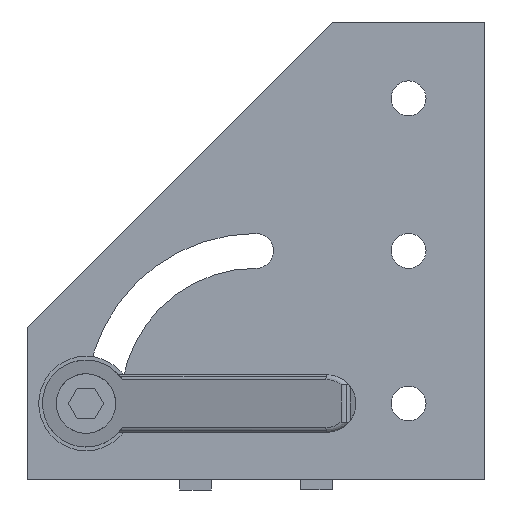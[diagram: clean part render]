
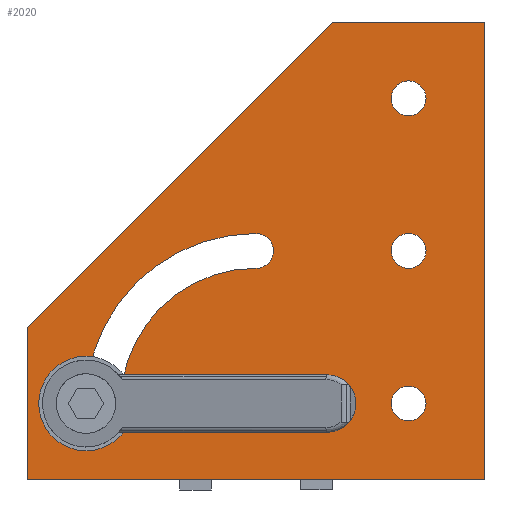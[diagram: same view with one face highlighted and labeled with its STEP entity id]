
A CAD part, left-side view. The second image highlights one B-rep face of the part: STEP entity #2020.
In plain terms, the highlighted planar face has unit normal (-1, 0, 0).
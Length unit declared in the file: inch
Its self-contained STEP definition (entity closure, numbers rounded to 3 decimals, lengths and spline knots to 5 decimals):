
#1259=CARTESIAN_POINT('',(-0.999,-1.5,3.579));
#1260=VERTEX_POINT('',#1259);
#1276=CARTESIAN_POINT('',(-0.999,-1.5,3.921));
#1277=VERTEX_POINT('',#1276);
#1284=CARTESIAN_POINT('',(-0.999,-1.5,3.75));
#1285=DIRECTION('',(1.0,0.0,0.0));
#1286=DIRECTION('',(0.0,0.0,-1.0));
#1287=AXIS2_PLACEMENT_3D('',#1284,#1285,#1286);
#1288=CIRCLE('',#1287,0.171);
#1289=EDGE_CURVE('',#1260,#1277,#1288,.T.);
#1301=CARTESIAN_POINT('',(-0.999,-1.5,2.079));
#1302=VERTEX_POINT('',#1301);
#1318=CARTESIAN_POINT('',(-0.999,-1.5,2.421));
#1319=VERTEX_POINT('',#1318);
#1326=CARTESIAN_POINT('',(-0.999,-1.5,2.25));
#1327=DIRECTION('',(1.0,0.0,0.0));
#1328=DIRECTION('',(0.0,0.0,-1.0));
#1329=AXIS2_PLACEMENT_3D('',#1326,#1327,#1328);
#1330=CIRCLE('',#1329,0.171);
#1331=EDGE_CURVE('',#1302,#1319,#1330,.T.);
#1343=CARTESIAN_POINT('',(-0.999,-1.5,0.579));
#1344=VERTEX_POINT('',#1343);
#1360=CARTESIAN_POINT('',(-0.999,-1.5,0.921));
#1361=VERTEX_POINT('',#1360);
#1368=CARTESIAN_POINT('',(-0.999,-1.5,0.75));
#1369=DIRECTION('',(1.0,0.0,0.0));
#1370=DIRECTION('',(0.0,0.0,-1.0));
#1371=AXIS2_PLACEMENT_3D('',#1368,#1369,#1370);
#1372=CIRCLE('',#1371,0.171);
#1373=EDGE_CURVE('',#1344,#1361,#1372,.T.);
#1385=CARTESIAN_POINT('',(-0.999,1.5,0.579));
#1386=VERTEX_POINT('',#1385);
#1402=CARTESIAN_POINT('',(-0.999,1.671,0.75));
#1403=VERTEX_POINT('',#1402);
#1410=CARTESIAN_POINT('',(-0.999,1.5,0.75));
#1411=DIRECTION('',(1.0,0.0,0.0));
#1412=DIRECTION('',(0.0,0.0,-1.0));
#1413=AXIS2_PLACEMENT_3D('',#1410,#1411,#1412);
#1414=CIRCLE('',#1413,0.171);
#1415=EDGE_CURVE('',#1386,#1403,#1414,.T.);
#1427=CARTESIAN_POINT('',(-0.999,1.18158,1.93158));
#1428=VERTEX_POINT('',#1427);
#1444=CARTESIAN_POINT('',(-0.999,0.,2.421));
#1445=VERTEX_POINT('',#1444);
#1452=CARTESIAN_POINT('',(-0.999,0.,0.75));
#1453=DIRECTION('',(1.0,0.,0.));
#1454=DIRECTION('',(0.,0.707,0.707));
#1455=AXIS2_PLACEMENT_3D('',#1452,#1453,#1454);
#1456=CIRCLE('',#1455,1.671);
#1457=EDGE_CURVE('',#1428,#1445,#1456,.T.);
#1469=CARTESIAN_POINT('',(-0.999,-0.171,2.25));
#1470=VERTEX_POINT('',#1469);
#1486=CARTESIAN_POINT('',(-0.999,0.,2.079));
#1487=VERTEX_POINT('',#1486);
#1494=CARTESIAN_POINT('',(-0.999,0.,2.25));
#1495=DIRECTION('',(1.0,0.0,0.0));
#1496=DIRECTION('',(0.0,-1.0,0.0));
#1497=AXIS2_PLACEMENT_3D('',#1494,#1495,#1496);
#1498=CIRCLE('',#1497,0.171);
#1499=EDGE_CURVE('',#1470,#1487,#1498,.T.);
#1511=CARTESIAN_POINT('',(-0.999,0.93974,1.68974));
#1512=VERTEX_POINT('',#1511);
#1528=CARTESIAN_POINT('',(-0.999,1.329,0.75));
#1529=VERTEX_POINT('',#1528);
#1536=CARTESIAN_POINT('',(-0.999,0.,0.75));
#1537=DIRECTION('',(-1.0,0.,0.));
#1538=DIRECTION('',(0.,0.707,0.707));
#1539=AXIS2_PLACEMENT_3D('',#1536,#1537,#1538);
#1540=CIRCLE('',#1539,1.329);
#1541=EDGE_CURVE('',#1512,#1529,#1540,.T.);
#1553=CARTESIAN_POINT('',(-0.999,0.,0.5));
#1554=VERTEX_POINT('',#1553);
#1570=CARTESIAN_POINT('',(-0.999,0.,1.0));
#1571=VERTEX_POINT('',#1570);
#1578=CARTESIAN_POINT('',(-0.999,0.,0.75));
#1579=DIRECTION('',(1.0,0.0,0.0));
#1580=DIRECTION('',(0.0,0.0,-1.0));
#1581=AXIS2_PLACEMENT_3D('',#1578,#1579,#1580);
#1582=CIRCLE('',#1581,0.25);
#1583=EDGE_CURVE('',#1554,#1571,#1582,.T.);
#1594=CARTESIAN_POINT('',(-0.999,0.,0.75));
#1595=DIRECTION('',(1.0,0.0,0.0));
#1596=DIRECTION('',(0.0,0.0,-1.0));
#1597=AXIS2_PLACEMENT_3D('',#1594,#1595,#1596);
#1598=CIRCLE('',#1597,0.25);
#1599=EDGE_CURVE('',#1571,#1554,#1598,.T.);
#1618=CARTESIAN_POINT('',(-0.999,0.,0.75));
#1619=DIRECTION('',(-1.0,0.,0.));
#1620=DIRECTION('',(0.,0.707,0.707));
#1621=AXIS2_PLACEMENT_3D('',#1618,#1619,#1620);
#1622=CIRCLE('',#1621,1.329);
#1623=EDGE_CURVE('',#1487,#1512,#1622,.T.);
#1642=CARTESIAN_POINT('',(-0.999,0.,2.25));
#1643=DIRECTION('',(1.0,0.0,0.0));
#1644=DIRECTION('',(0.0,-1.0,0.0));
#1645=AXIS2_PLACEMENT_3D('',#1642,#1643,#1644);
#1646=CIRCLE('',#1645,0.171);
#1647=EDGE_CURVE('',#1445,#1470,#1646,.T.);
#1666=CARTESIAN_POINT('',(-0.999,0.,0.75));
#1667=DIRECTION('',(1.0,0.,0.));
#1668=DIRECTION('',(0.,0.707,0.707));
#1669=AXIS2_PLACEMENT_3D('',#1666,#1667,#1668);
#1670=CIRCLE('',#1669,1.671);
#1671=EDGE_CURVE('',#1403,#1428,#1670,.T.);
#1690=CARTESIAN_POINT('',(-0.999,1.5,0.75));
#1691=DIRECTION('',(1.0,0.0,0.0));
#1692=DIRECTION('',(0.0,0.0,-1.0));
#1693=AXIS2_PLACEMENT_3D('',#1690,#1691,#1692);
#1694=CIRCLE('',#1693,0.171);
#1695=EDGE_CURVE('',#1529,#1386,#1694,.T.);
#1714=CARTESIAN_POINT('',(-0.999,-1.5,0.75));
#1715=DIRECTION('',(1.0,0.0,0.0));
#1716=DIRECTION('',(0.0,0.0,-1.0));
#1717=AXIS2_PLACEMENT_3D('',#1714,#1715,#1716);
#1718=CIRCLE('',#1717,0.171);
#1719=EDGE_CURVE('',#1361,#1344,#1718,.T.);
#1738=CARTESIAN_POINT('',(-0.999,-1.5,2.25));
#1739=DIRECTION('',(1.0,0.0,0.0));
#1740=DIRECTION('',(0.0,0.0,-1.0));
#1741=AXIS2_PLACEMENT_3D('',#1738,#1739,#1740);
#1742=CIRCLE('',#1741,0.171);
#1743=EDGE_CURVE('',#1319,#1302,#1742,.T.);
#1762=CARTESIAN_POINT('',(-0.999,-1.5,3.75));
#1763=DIRECTION('',(1.0,0.0,0.0));
#1764=DIRECTION('',(0.0,0.0,-1.0));
#1765=AXIS2_PLACEMENT_3D('',#1762,#1763,#1764);
#1766=CIRCLE('',#1765,0.171);
#1767=EDGE_CURVE('',#1277,#1260,#1766,.T.);
#1785=CARTESIAN_POINT('',(-0.999,2.25,1.5));
#1786=VERTEX_POINT('',#1785);
#1787=CARTESIAN_POINT('',(-0.999,-0.75,4.5));
#1788=VERTEX_POINT('',#1787);
#1789=CARTESIAN_POINT('',(-0.999,2.25,1.5));
#1790=DIRECTION('',(0.0,-0.707,0.707));
#1791=VECTOR('',#1790,4.24264);
#1792=LINE('',#1789,#1791);
#1793=EDGE_CURVE('',#1786,#1788,#1792,.T.);
#1834=CARTESIAN_POINT('',(-0.999,2.25,0.));
#1835=VERTEX_POINT('',#1834);
#1842=CARTESIAN_POINT('',(-0.999,2.25,1.5));
#1843=DIRECTION('',(0.0,0.0,-1.0));
#1844=VECTOR('',#1843,1.5);
#1845=LINE('',#1842,#1844);
#1846=EDGE_CURVE('',#1786,#1835,#1845,.T.);
#1963=CARTESIAN_POINT('',(-0.999,2.25,4.5));
#1964=DIRECTION('',(-1.0,0.0,0.0));
#1965=DIRECTION('',(0.0,0.0,1.0));
#1966=AXIS2_PLACEMENT_3D('',#1963,#1964,#1965);
#1967=PLANE('',#1966);
#1968=ORIENTED_EDGE('',*,*,#1793,.F.);
#1969=ORIENTED_EDGE('',*,*,#1846,.T.);
#1970=CARTESIAN_POINT('',(-0.999,-2.25,0.0));
#1971=VERTEX_POINT('',#1970);
#1972=CARTESIAN_POINT('',(-0.999,2.25,0.));
#1973=DIRECTION('',(0.0,-1.0,0.0));
#1974=VECTOR('',#1973,4.5);
#1975=LINE('',#1972,#1974);
#1976=EDGE_CURVE('',#1835,#1971,#1975,.T.);
#1977=ORIENTED_EDGE('',*,*,#1976,.T.);
#1978=CARTESIAN_POINT('',(-0.999,-2.25,4.5));
#1979=VERTEX_POINT('',#1978);
#1980=CARTESIAN_POINT('',(-0.999,-2.25,4.5));
#1981=DIRECTION('',(0.0,0.0,-1.0));
#1982=VECTOR('',#1981,4.5);
#1983=LINE('',#1980,#1982);
#1984=EDGE_CURVE('',#1979,#1971,#1983,.T.);
#1985=ORIENTED_EDGE('',*,*,#1984,.F.);
#1986=CARTESIAN_POINT('',(-0.999,-2.25,4.5));
#1987=DIRECTION('',(0.0,1.0,0.0));
#1988=VECTOR('',#1987,1.5);
#1989=LINE('',#1986,#1988);
#1990=EDGE_CURVE('',#1979,#1788,#1989,.T.);
#1991=ORIENTED_EDGE('',*,*,#1990,.T.);
#1992=EDGE_LOOP('',(#1968,#1969,#1977,#1985,#1991));
#1993=FACE_OUTER_BOUND('',#1992,.T.);
#1994=ORIENTED_EDGE('',*,*,#1583,.T.);
#1995=ORIENTED_EDGE('',*,*,#1599,.T.);
#1996=EDGE_LOOP('',(#1994,#1995));
#1997=FACE_BOUND('',#1996,.T.);
#1998=ORIENTED_EDGE('',*,*,#1623,.T.);
#1999=ORIENTED_EDGE('',*,*,#1541,.T.);
#2000=ORIENTED_EDGE('',*,*,#1695,.T.);
#2001=ORIENTED_EDGE('',*,*,#1415,.T.);
#2002=ORIENTED_EDGE('',*,*,#1671,.T.);
#2003=ORIENTED_EDGE('',*,*,#1457,.T.);
#2004=ORIENTED_EDGE('',*,*,#1647,.T.);
#2005=ORIENTED_EDGE('',*,*,#1499,.T.);
#2006=EDGE_LOOP('',(#1998,#1999,#2000,#2001,#2002,#2003,#2004,#2005));
#2007=FACE_BOUND('',#2006,.T.);
#2008=ORIENTED_EDGE('',*,*,#1373,.T.);
#2009=ORIENTED_EDGE('',*,*,#1719,.T.);
#2010=EDGE_LOOP('',(#2008,#2009));
#2011=FACE_BOUND('',#2010,.T.);
#2012=ORIENTED_EDGE('',*,*,#1331,.T.);
#2013=ORIENTED_EDGE('',*,*,#1743,.T.);
#2014=EDGE_LOOP('',(#2012,#2013));
#2015=FACE_BOUND('',#2014,.T.);
#2016=ORIENTED_EDGE('',*,*,#1289,.T.);
#2017=ORIENTED_EDGE('',*,*,#1767,.T.);
#2018=EDGE_LOOP('',(#2016,#2017));
#2019=FACE_BOUND('',#2018,.T.);
#2020=ADVANCED_FACE('',(#1993,#1997,#2007,#2011,#2015,#2019),#1967,.T.);
